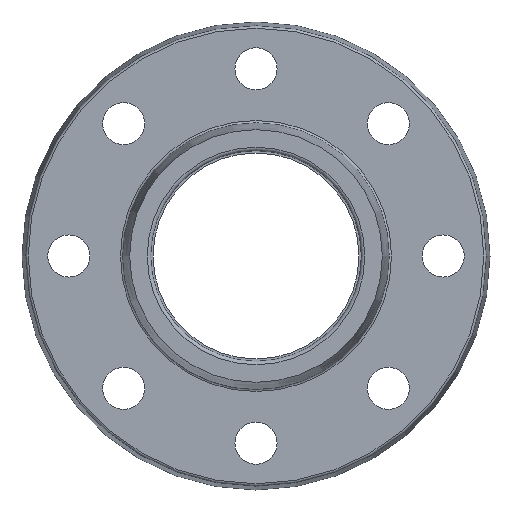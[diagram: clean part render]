
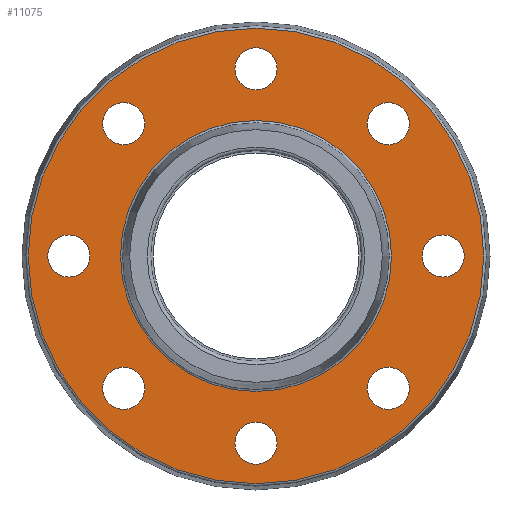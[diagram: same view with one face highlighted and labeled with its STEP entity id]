
A CAD part, left-side view. The second image highlights one B-rep face of the part: STEP entity #11075.
In plain terms, the highlighted planar face has unit normal (-1, 0, 0).
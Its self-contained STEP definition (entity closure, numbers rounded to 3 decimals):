
#75=FACE_BOUND('',#2940,.T.);
#76=FACE_BOUND('',#2941,.T.);
#77=FACE_BOUND('',#2942,.T.);
#78=FACE_BOUND('',#2943,.T.);
#79=FACE_BOUND('',#2944,.T.);
#80=FACE_BOUND('',#2945,.T.);
#81=FACE_BOUND('',#2946,.T.);
#82=FACE_BOUND('',#2947,.T.);
#83=FACE_BOUND('',#2948,.T.);
#171=PLANE('',#13066);
#2088=FACE_OUTER_BOUND('',#2939,.T.);
#2939=EDGE_LOOP('',(#9936));
#2940=EDGE_LOOP('',(#9937));
#2941=EDGE_LOOP('',(#9938));
#2942=EDGE_LOOP('',(#9939));
#2943=EDGE_LOOP('',(#9940));
#2944=EDGE_LOOP('',(#9941));
#2945=EDGE_LOOP('',(#9942));
#2946=EDGE_LOOP('',(#9943));
#2947=EDGE_LOOP('',(#9944));
#2948=EDGE_LOOP('',(#9945));
#4204=CIRCLE('',#13034,9.);
#4206=CIRCLE('',#13038,9.);
#4208=CIRCLE('',#13042,9.);
#4210=CIRCLE('',#13046,9.);
#4212=CIRCLE('',#13050,9.);
#4214=CIRCLE('',#13054,9.);
#4216=CIRCLE('',#13058,9.);
#4218=CIRCLE('',#13062,9.);
#4219=CIRCLE('',#13064,57.917);
#4221=CIRCLE('',#13067,97.344);
#5101=VERTEX_POINT('',#21110);
#5103=VERTEX_POINT('',#21116);
#5105=VERTEX_POINT('',#21122);
#5107=VERTEX_POINT('',#21128);
#5109=VERTEX_POINT('',#21134);
#5111=VERTEX_POINT('',#21140);
#5113=VERTEX_POINT('',#21146);
#5115=VERTEX_POINT('',#21152);
#5116=VERTEX_POINT('',#21155);
#5118=VERTEX_POINT('',#21160);
#6718=EDGE_CURVE('',#5101,#5101,#4204,.T.);
#6720=EDGE_CURVE('',#5103,#5103,#4206,.T.);
#6722=EDGE_CURVE('',#5105,#5105,#4208,.T.);
#6724=EDGE_CURVE('',#5107,#5107,#4210,.T.);
#6726=EDGE_CURVE('',#5109,#5109,#4212,.T.);
#6728=EDGE_CURVE('',#5111,#5111,#4214,.T.);
#6730=EDGE_CURVE('',#5113,#5113,#4216,.T.);
#6732=EDGE_CURVE('',#5115,#5115,#4218,.T.);
#6733=EDGE_CURVE('',#5116,#5116,#4219,.T.);
#6735=EDGE_CURVE('',#5118,#5118,#4221,.T.);
#9936=ORIENTED_EDGE('',*,*,#6735,.F.);
#9937=ORIENTED_EDGE('',*,*,#6720,.T.);
#9938=ORIENTED_EDGE('',*,*,#6722,.T.);
#9939=ORIENTED_EDGE('',*,*,#6724,.T.);
#9940=ORIENTED_EDGE('',*,*,#6726,.T.);
#9941=ORIENTED_EDGE('',*,*,#6728,.T.);
#9942=ORIENTED_EDGE('',*,*,#6730,.T.);
#9943=ORIENTED_EDGE('',*,*,#6732,.T.);
#9944=ORIENTED_EDGE('',*,*,#6718,.T.);
#9945=ORIENTED_EDGE('',*,*,#6733,.F.);
#11075=ADVANCED_FACE('',(#2088,#75,#76,#77,#78,#79,#80,#81,#82,#83),#171,
 .T.);
#13034=AXIS2_PLACEMENT_3D('',#21111,#17348,#17349);
#13038=AXIS2_PLACEMENT_3D('',#21117,#17356,#17357);
#13042=AXIS2_PLACEMENT_3D('',#21123,#17364,#17365);
#13046=AXIS2_PLACEMENT_3D('',#21129,#17372,#17373);
#13050=AXIS2_PLACEMENT_3D('',#21135,#17380,#17381);
#13054=AXIS2_PLACEMENT_3D('',#21141,#17388,#17389);
#13058=AXIS2_PLACEMENT_3D('',#21147,#17396,#17397);
#13062=AXIS2_PLACEMENT_3D('',#21153,#17404,#17405);
#13064=AXIS2_PLACEMENT_3D('',#21156,#17408,#17409);
#13066=AXIS2_PLACEMENT_3D('',#21159,#17412,#17413);
#13067=AXIS2_PLACEMENT_3D('',#21161,#17414,#17415);
#17348=DIRECTION('center_axis',(1.,0.,0.));
#17349=DIRECTION('ref_axis',(0.,0.,1.));
#17356=DIRECTION('center_axis',(1.,0.,0.));
#17357=DIRECTION('ref_axis',(0.,0.707,0.707));
#17364=DIRECTION('center_axis',(1.,0.,0.));
#17365=DIRECTION('ref_axis',(0.,1.,0.));
#17372=DIRECTION('center_axis',(1.,0.,0.));
#17373=DIRECTION('ref_axis',(0.,0.707,-0.707));
#17380=DIRECTION('center_axis',(1.,0.,0.));
#17381=DIRECTION('ref_axis',(0.,0.,-1.));
#17388=DIRECTION('center_axis',(1.,0.,0.));
#17389=DIRECTION('ref_axis',(0.,-0.707,-0.707));
#17396=DIRECTION('center_axis',(1.,0.,0.));
#17397=DIRECTION('ref_axis',(0.,-1.,0.));
#17404=DIRECTION('center_axis',(1.,0.,0.));
#17405=DIRECTION('ref_axis',(0.,-0.707,0.707));
#17408=DIRECTION('center_axis',(-1.,0.,0.));
#17409=DIRECTION('ref_axis',(0.,1.,0.));
#17412=DIRECTION('center_axis',(-1.,0.,0.));
#17413=DIRECTION('ref_axis',(0.,0.,1.));
#17414=DIRECTION('center_axis',(1.,0.,0.));
#17415=DIRECTION('ref_axis',(0.,1.,0.));
#21110=CARTESIAN_POINT('',(34.5,80.,9.));
#21111=CARTESIAN_POINT('Origin',(34.5,80.,0.));
#21116=CARTESIAN_POINT('',(34.5,62.933,-50.205));
#21117=CARTESIAN_POINT('Origin',(34.5,56.569,-56.569));
#21122=CARTESIAN_POINT('',(34.5,9.,-80.));
#21123=CARTESIAN_POINT('Origin',(34.5,0.,-80.));
#21128=CARTESIAN_POINT('',(34.5,-50.205,-62.933));
#21129=CARTESIAN_POINT('Origin',(34.5,-56.569,-56.569));
#21134=CARTESIAN_POINT('',(34.5,-80.,-9.));
#21135=CARTESIAN_POINT('Origin',(34.5,-80.,0.));
#21140=CARTESIAN_POINT('',(34.5,-62.933,50.205));
#21141=CARTESIAN_POINT('Origin',(34.5,-56.569,56.569));
#21146=CARTESIAN_POINT('',(34.5,-9.,80.));
#21147=CARTESIAN_POINT('Origin',(34.5,0.,80.));
#21152=CARTESIAN_POINT('',(34.5,50.205,62.933));
#21153=CARTESIAN_POINT('Origin',(34.5,56.569,56.569));
#21155=CARTESIAN_POINT('',(34.5,-57.917,0.));
#21156=CARTESIAN_POINT('Origin',(34.5,0.,0.));
#21159=CARTESIAN_POINT('Origin',(34.5,-57.,0.));
#21160=CARTESIAN_POINT('',(34.5,-97.344,0.));
#21161=CARTESIAN_POINT('Origin',(34.5,0.,0.));
